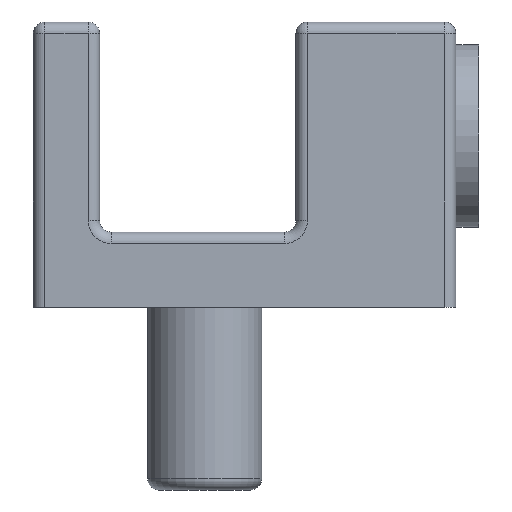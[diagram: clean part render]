
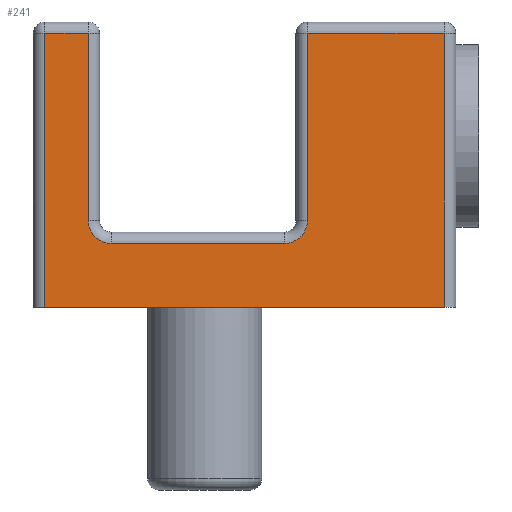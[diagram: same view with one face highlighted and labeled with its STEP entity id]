
A CAD part, left-side view. The second image highlights one B-rep face of the part: STEP entity #241.
In plain terms, the highlighted planar face has unit normal (-1, 0, 0).
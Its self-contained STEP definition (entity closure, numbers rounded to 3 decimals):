
#14 = VERTEX_POINT ( 'NONE', #17 ) ;
#17 = CARTESIAN_POINT ( 'NONE',  ( -6.5, -2.4, 3.8 ) ) ;
#58 = AXIS2_PLACEMENT_3D ( 'NONE', #365, #465, #329 ) ;
#60 = VERTEX_POINT ( 'NONE', #896 ) ;
#65 = CARTESIAN_POINT ( 'NONE',  ( -6.5, -0.5, 0. ) ) ;
#77 = DIRECTION ( 'NONE',  ( -1., 0., 0. ) ) ;
#79 = VERTEX_POINT ( 'NONE', #176 ) ;
#89 = LINE ( 'NONE', #1229, #1002 ) ;
#96 = CARTESIAN_POINT ( 'NONE',  ( -6.5, -12., 12. ) ) ;
#100 = PLANE ( 'NONE',  #690 ) ;
#105 = ORIENTED_EDGE ( 'NONE', *, *, #1880, .T. ) ;
#107 = CARTESIAN_POINT ( 'NONE',  ( -6.5, -12., 3.8 ) ) ;
#121 = EDGE_CURVE ( 'NONE', #79, #1273, #498, .T. ) ;
#144 = EDGE_CURVE ( 'NONE', #236, #1867, #1301, .T. ) ;
#176 = CARTESIAN_POINT ( 'NONE',  ( -6.5, -0.5, 12. ) ) ;
#203 = ORIENTED_EDGE ( 'NONE', *, *, #438, .T. ) ;
#236 = VERTEX_POINT ( 'NONE', #1367 ) ;
#241 = ADVANCED_FACE ( 'NONE', ( #945 ), #100, .T. ) ;
#288 = CARTESIAN_POINT ( 'NONE',  ( -6.5, 0., 0. ) ) ;
#311 = VECTOR ( 'NONE', #1604, 1000. ) ;
#329 = DIRECTION ( 'NONE',  ( 0., 0., 1. ) ) ;
#365 = CARTESIAN_POINT ( 'NONE',  ( -6.5, -11., 3.8 ) ) ;
#375 = CIRCLE ( 'NONE', #1697, 1. ) ;
#382 = CARTESIAN_POINT ( 'NONE',  ( -6.5, 0., 0. ) ) ;
#395 = EDGE_CURVE ( 'NONE', #14, #60, #560, .T. ) ;
#409 = EDGE_LOOP ( 'NONE', ( #927, #203, #1099, #656, #1567, #105, #1721, #1105, #431, #531 ) ) ;
#431 = ORIENTED_EDGE ( 'NONE', *, *, #1709, .T. ) ;
#438 = EDGE_CURVE ( 'NONE', #630, #1645, #492, .T. ) ;
#465 = DIRECTION ( 'NONE',  ( -1., 0., 0. ) ) ;
#492 = LINE ( 'NONE', #1492, #1557 ) ;
#498 = LINE ( 'NONE', #65, #1073 ) ;
#531 = ORIENTED_EDGE ( 'NONE', *, *, #121, .T. ) ;
#560 = LINE ( 'NONE', #1126, #1255 ) ;
#628 = CARTESIAN_POINT ( 'NONE',  ( -6.5, -11.5, 12. ) ) ;
#630 = VERTEX_POINT ( 'NONE', #1382 ) ;
#639 = DIRECTION ( 'NONE',  ( 0., 1., 0. ) ) ;
#647 = DIRECTION ( 'NONE',  ( 0., 0., -1. ) ) ;
#654 = DIRECTION ( 'NONE',  ( 0., 1., 0. ) ) ;
#656 = ORIENTED_EDGE ( 'NONE', *, *, #1839, .T. ) ;
#690 = AXIS2_PLACEMENT_3D ( 'NONE', #382, #77, #1107 ) ;
#700 = VECTOR ( 'NONE', #1544, 1000. ) ;
#888 = CARTESIAN_POINT ( 'NONE',  ( -6.5, -0.5, 0. ) ) ;
#896 = CARTESIAN_POINT ( 'NONE',  ( -6.5, -2.4, 12. ) ) ;
#899 = CARTESIAN_POINT ( 'NONE',  ( -6.5, -18., 12. ) ) ;
#900 = VERTEX_POINT ( 'NONE', #1520 ) ;
#926 = LINE ( 'NONE', #1487, #311 ) ;
#927 = ORIENTED_EDGE ( 'NONE', *, *, #1511, .F. ) ;
#945 = FACE_OUTER_BOUND ( 'NONE', #409, .T. ) ;
#1002 = VECTOR ( 'NONE', #654, 1000. ) ;
#1073 = VECTOR ( 'NONE', #647, 1000. ) ;
#1095 = VECTOR ( 'NONE', #1816, 1000. ) ;
#1099 = ORIENTED_EDGE ( 'NONE', *, *, #1379, .T. ) ;
#1105 = ORIENTED_EDGE ( 'NONE', *, *, #395, .T. ) ;
#1107 = DIRECTION ( 'NONE',  ( 0., 0., 1. ) ) ;
#1126 = CARTESIAN_POINT ( 'NONE',  ( -6.5, -2.4, 12.5 ) ) ;
#1187 = LINE ( 'NONE', #628, #1854 ) ;
#1196 = DIRECTION ( 'NONE',  ( -1., 0., 0. ) ) ;
#1229 = CARTESIAN_POINT ( 'NONE',  ( -6.5, -2.9, 2.8 ) ) ;
#1255 = VECTOR ( 'NONE', #1703, 1000. ) ;
#1273 = VERTEX_POINT ( 'NONE', #888 ) ;
#1301 = CIRCLE ( 'NONE', #58, 1. ) ;
#1362 = LINE ( 'NONE', #1834, #1095 ) ;
#1367 = CARTESIAN_POINT ( 'NONE',  ( -6.5, -11., 2.8 ) ) ;
#1379 = EDGE_CURVE ( 'NONE', #1645, #1871, #1187, .T. ) ;
#1382 = CARTESIAN_POINT ( 'NONE',  ( -6.5, -18., 0. ) ) ;
#1401 = LINE ( 'NONE', #288, #700 ) ;
#1427 = EDGE_CURVE ( 'NONE', #14, #900, #375, .T. ) ;
#1487 = CARTESIAN_POINT ( 'NONE',  ( -6.5, 0., 12. ) ) ;
#1492 = CARTESIAN_POINT ( 'NONE',  ( -6.5, -18., 12.5 ) ) ;
#1511 = EDGE_CURVE ( 'NONE', #630, #1273, #1401, .T. ) ;
#1520 = CARTESIAN_POINT ( 'NONE',  ( -6.5, -3.4, 2.8 ) ) ;
#1544 = DIRECTION ( 'NONE',  ( 0., 1., 0. ) ) ;
#1557 = VECTOR ( 'NONE', #1799, 1000. ) ;
#1567 = ORIENTED_EDGE ( 'NONE', *, *, #144, .F. ) ;
#1604 = DIRECTION ( 'NONE',  ( 0., 1., 0. ) ) ;
#1619 = DIRECTION ( 'NONE',  ( 0., 0., 1. ) ) ;
#1645 = VERTEX_POINT ( 'NONE', #899 ) ;
#1697 = AXIS2_PLACEMENT_3D ( 'NONE', #1770, #1196, #1619 ) ;
#1703 = DIRECTION ( 'NONE',  ( 0., 0., 1. ) ) ;
#1709 = EDGE_CURVE ( 'NONE', #60, #79, #926, .T. ) ;
#1721 = ORIENTED_EDGE ( 'NONE', *, *, #1427, .F. ) ;
#1770 = CARTESIAN_POINT ( 'NONE',  ( -6.5, -3.4, 3.8 ) ) ;
#1799 = DIRECTION ( 'NONE',  ( 0., 0., 1. ) ) ;
#1816 = DIRECTION ( 'NONE',  ( 0., 0., -1. ) ) ;
#1834 = CARTESIAN_POINT ( 'NONE',  ( -6.5, -12., 3.3 ) ) ;
#1839 = EDGE_CURVE ( 'NONE', #1871, #1867, #1362, .T. ) ;
#1854 = VECTOR ( 'NONE', #639, 1000. ) ;
#1867 = VERTEX_POINT ( 'NONE', #107 ) ;
#1871 = VERTEX_POINT ( 'NONE', #96 ) ;
#1880 = EDGE_CURVE ( 'NONE', #236, #900, #89, .T. ) ;
